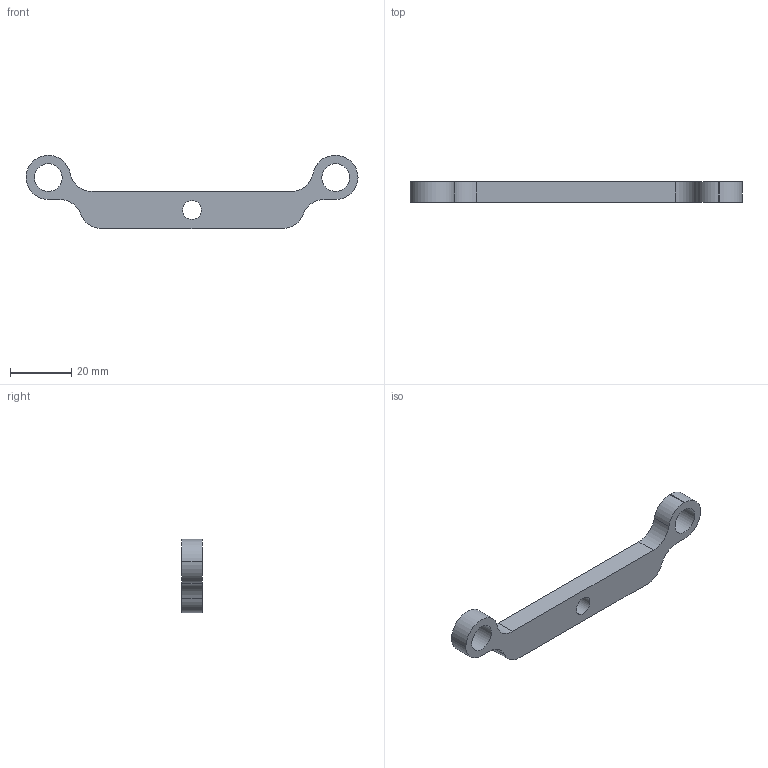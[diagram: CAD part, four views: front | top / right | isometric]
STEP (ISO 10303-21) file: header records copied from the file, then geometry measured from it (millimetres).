
FILE_DESCRIPTION(/* description */ (''),/* implementation_level */ '2;1');
FILE_NAME(/* name */ 'Webcam mount (magnets) v26 v1.step',/* time_stamp */ '2021-01-25T00:48:54-05:00',/* author */ (''),/* organization */ (''),/* preprocessor_version */ 'ST-DEVELOPER v18.1',/* originating_system */ 'Autodesk Translation Framework v9.7.1.1290',/* authorisation */ '');
FILE_SCHEMA (('AUTOMOTIVE_DESIGN { 1 0 10303 214 3 1 1 }'));
Length unit declared in the file: millimetre
Products named in the file (2): Webcam mount (magnets) v26; Webcam mount base (1)
Assembly tree (1 placements, depth 2):
  Webcam mount (magnets) v26
    Webcam mount base (1)
Bounding box: 108 x 6.65 x 23.85 mm (x, y, z)
Volume: 14703.9 mm3; surface area: 8784.3 mm2
Topology: 2 solids, 2 shells, 42 faces, 114 edges, 76 vertices
Faces by surface type: cylinder 28, plane 14
Full cylindrical faces by diameter (mm): 6.15 x2, 9.025 x4
Entity records: 1439 total; most frequent: DIRECTION 260, CARTESIAN_POINT 235, ORIENTED_EDGE 228, EDGE_CURVE 114, AXIS2_PLACEMENT_3D 101, VERTEX_POINT 76, LINE 58, VECTOR 58
